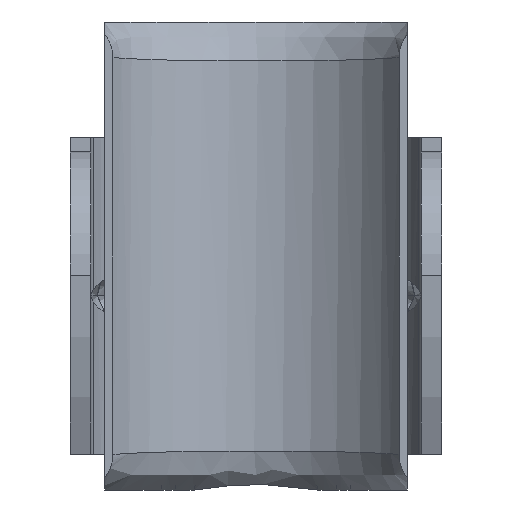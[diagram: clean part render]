
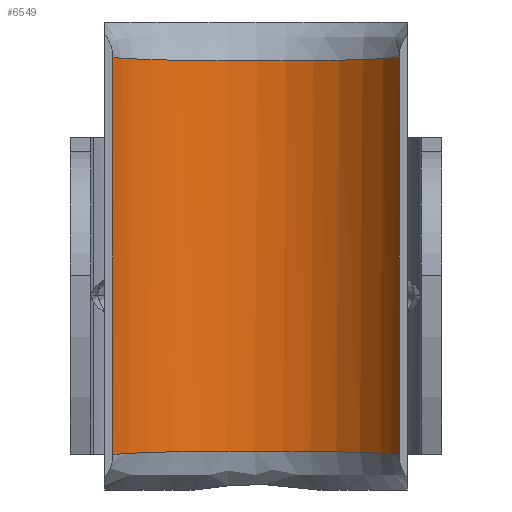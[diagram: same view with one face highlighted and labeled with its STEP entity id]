
A CAD part, front view. The second image highlights one B-rep face of the part: STEP entity #6549.
In plain terms, the highlighted cylindrical face has radius 12 mm (diameter 24 mm), a partial arc.
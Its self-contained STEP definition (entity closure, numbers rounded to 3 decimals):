
#37 = CARTESIAN_POINT ( 'NONE',  ( 1.051, 0.001, 14.172 ) ) ;
#68 = CARTESIAN_POINT ( 'NONE',  ( 6.447, -1.866, 14.236 ) ) ;
#88 = CARTESIAN_POINT ( 'NONE',  ( -9.864, -5.085, 14.37 ) ) ;
#125 = CARTESIAN_POINT ( 'NONE',  ( -10.392, -6., -14.417 ) ) ;
#225 = VERTEX_POINT ( 'NONE', #2474 ) ;
#346 = CARTESIAN_POINT ( 'NONE',  ( 9.834, -5.104, 14.373 ) ) ;
#387 = CARTESIAN_POINT ( 'NONE',  ( -8.126, -3.155, 14.286 ) ) ;
#404 = CARTESIAN_POINT ( 'NONE',  ( -10.392, -6., 14.417 ) ) ;
#477 = CARTESIAN_POINT ( 'NONE',  ( -8.854, -3.883, -14.317 ) ) ;
#479 = CARTESIAN_POINT ( 'NONE',  ( -7.73, -2.806, 14.272 ) ) ;
#552 = CARTESIAN_POINT ( 'NONE',  ( -6.459, -1.873, 14.236 ) ) ;
#606 = CARTESIAN_POINT ( 'NONE',  ( -5.556, -1.351, 14.217 ) ) ;
#614 = CARTESIAN_POINT ( 'NONE',  ( -5.089, -1.12, 14.209 ) ) ;
#697 = CARTESIAN_POINT ( 'NONE',  ( -4.12, -0.717, 14.195 ) ) ;
#782 = CARTESIAN_POINT ( 'NONE',  ( -6.894, -2.164, 14.247 ) ) ;
#800 = CARTESIAN_POINT ( 'NONE',  ( -9.23, -4.261, 14.333 ) ) ;
#933 = ORIENTED_EDGE ( 'NONE', *, *, #1864, .T. ) ;
#946 = B_SPLINE_CURVE_WITH_KNOTS ( 'NONE', 3,
 ( #6094, #6531, #6283, #6073, #477, #6021, #5969, #5930, #5799, #4979, #4814, #4385, #3987, #4537, #3921, #3755, #3592, #3615, #3640, #3605, #3458, #3488, #3402, #2774, #3305, #3244, #3293, #3280, #3258, #3034 ),
 .UNSPECIFIED., .F., .F.,
 ( 4, 2, 2, 2, 2, 2, 2, 2, 2, 2, 2, 2, 2, 2, 4 ),
 ( 0., 0.002, 0.003, 0.005, 0.006, 0.008, 0.01, 0.013, 0.016, 0.017, 0.019, 0.021, 0.021, 0.022, 0.025 ),
 .UNSPECIFIED. ) ;
#1051 = CARTESIAN_POINT ( 'NONE',  ( 8.109, -3.151, 14.286 ) ) ;
#1068 = EDGE_CURVE ( 'NONE', #225, #2708, #3778, .T. ) ;
#1306 = CARTESIAN_POINT ( 'NONE',  ( 10.128, -5.542, 14.394 ) ) ;
#1387 = CARTESIAN_POINT ( 'NONE',  ( -3.617, -0.546, 14.189 ) ) ;
#1435 = CARTESIAN_POINT ( 'NONE',  ( 4.106, -0.712, 14.195 ) ) ;
#1454 = CARTESIAN_POINT ( 'NONE',  ( 8.854, -3.883, 14.317 ) ) ;
#1526 = AXIS2_PLACEMENT_3D ( 'NONE', #6892, #3444, #6299 ) ;
#1630 = CARTESIAN_POINT ( 'NONE',  ( 10.392, -6., 14.417 ) ) ;
#1633 = EDGE_CURVE ( 'NONE', #2014, #3181, #6349, .T. ) ;
#1864 = EDGE_CURVE ( 'NONE', #225, #2014, #7274, .T. ) ;
#1914 = CARTESIAN_POINT ( 'NONE',  ( 5.544, -1.345, 14.217 ) ) ;
#1941 = CARTESIAN_POINT ( 'NONE',  ( 6.882, -2.156, 14.246 ) ) ;
#2004 = CARTESIAN_POINT ( 'NONE',  ( 3.603, -0.542, 14.189 ) ) ;
#2014 = VERTEX_POINT ( 'NONE', #4678 ) ;
#2319 = EDGE_CURVE ( 'NONE', #3181, #2708, #946, .T. ) ;
#2340 = VECTOR ( 'NONE', #3119, 1000. ) ;
#2355 = CARTESIAN_POINT ( 'NONE',  ( -1.065, -0.001, 14.172 ) ) ;
#2474 = CARTESIAN_POINT ( 'NONE',  ( 10.392, -6., 14.417 ) ) ;
#2508 = CARTESIAN_POINT ( 'NONE',  ( 7.51, -2.637, 14.265 ) ) ;
#2530 = ORIENTED_EDGE ( 'NONE', *, *, #1068, .F. ) ;
#2561 = CARTESIAN_POINT ( 'NONE',  ( 9.198, -4.275, 14.334 ) ) ;
#2708 = VERTEX_POINT ( 'NONE', #4790 ) ;
#2774 = CARTESIAN_POINT ( 'NONE',  ( 7.521, -2.645, -14.266 ) ) ;
#2882 = ORIENTED_EDGE ( 'NONE', *, *, #1633, .T. ) ;
#3034 = CARTESIAN_POINT ( 'NONE',  ( 10.392, -6., -14.417 ) ) ;
#3119 = DIRECTION ( 'NONE',  ( 0., 0., -1. ) ) ;
#3181 = VERTEX_POINT ( 'NONE', #125 ) ;
#3244 = CARTESIAN_POINT ( 'NONE',  ( 8.119, -3.16, -14.286 ) ) ;
#3258 = CARTESIAN_POINT ( 'NONE',  ( 9.864, -5.085, -14.37 ) ) ;
#3280 = CARTESIAN_POINT ( 'NONE',  ( 9.23, -4.26, -14.333 ) ) ;
#3293 = CARTESIAN_POINT ( 'NONE',  ( 8.31, -3.339, -14.294 ) ) ;
#3305 = CARTESIAN_POINT ( 'NONE',  ( 7.725, -2.814, -14.272 ) ) ;
#3402 = CARTESIAN_POINT ( 'NONE',  ( 6.894, -2.164, -14.247 ) ) ;
#3444 = DIRECTION ( 'NONE',  ( 0., 0., -1. ) ) ;
#3458 = CARTESIAN_POINT ( 'NONE',  ( 5.556, -1.351, -14.217 ) ) ;
#3488 = CARTESIAN_POINT ( 'NONE',  ( 6.459, -1.873, -14.236 ) ) ;
#3592 = CARTESIAN_POINT ( 'NONE',  ( 2.099, -0.139, -14.176 ) ) ;
#3602 = VECTOR ( 'NONE', #5652, 1000. ) ;
#3605 = CARTESIAN_POINT ( 'NONE',  ( 5.088, -1.12, -14.209 ) ) ;
#3607 = CARTESIAN_POINT ( 'NONE',  ( 8.3, -3.33, 14.293 ) ) ;
#3615 = CARTESIAN_POINT ( 'NONE',  ( 3.616, -0.546, -14.189 ) ) ;
#3640 = CARTESIAN_POINT ( 'NONE',  ( 4.119, -0.717, -14.195 ) ) ;
#3704 = CARTESIAN_POINT ( 'NONE',  ( -10.392, -6., 17. ) ) ;
#3755 = CARTESIAN_POINT ( 'NONE',  ( 1.065, -0.001, -14.172 ) ) ;
#3778 = LINE ( 'NONE', #7117, #2340 ) ;
#3921 = CARTESIAN_POINT ( 'NONE',  ( -1.05, 0.001, -14.172 ) ) ;
#3959 = CYLINDRICAL_SURFACE ( 'NONE', #1526, 12. ) ;
#3973 = FACE_OUTER_BOUND ( 'NONE', #6861, .T. ) ;
#3987 = CARTESIAN_POINT ( 'NONE',  ( -3.603, -0.542, -14.189 ) ) ;
#4385 = CARTESIAN_POINT ( 'NONE',  ( -4.107, -0.712, -14.195 ) ) ;
#4514 = CARTESIAN_POINT ( 'NONE',  ( 2.085, -0.136, 14.176 ) ) ;
#4537 = CARTESIAN_POINT ( 'NONE',  ( -2.085, -0.136, -14.176 ) ) ;
#4678 = CARTESIAN_POINT ( 'NONE',  ( -10.392, -6., 14.417 ) ) ;
#4790 = CARTESIAN_POINT ( 'NONE',  ( 10.392, -6., -14.417 ) ) ;
#4814 = CARTESIAN_POINT ( 'NONE',  ( -5.076, -1.114, -14.209 ) ) ;
#4979 = CARTESIAN_POINT ( 'NONE',  ( -5.544, -1.345, -14.217 ) ) ;
#5555 = ORIENTED_EDGE ( 'NONE', *, *, #2319, .T. ) ;
#5566 = CARTESIAN_POINT ( 'NONE',  ( 5.076, -1.114, 14.209 ) ) ;
#5652 = DIRECTION ( 'NONE',  ( 0., 0., -1. ) ) ;
#5669 = CARTESIAN_POINT ( 'NONE',  ( 7.715, -2.805, 14.272 ) ) ;
#5799 = CARTESIAN_POINT ( 'NONE',  ( -6.447, -1.866, -14.236 ) ) ;
#5829 = CARTESIAN_POINT ( 'NONE',  ( -2.099, -0.139, 14.176 ) ) ;
#5930 = CARTESIAN_POINT ( 'NONE',  ( -6.883, -2.156, -14.246 ) ) ;
#5969 = CARTESIAN_POINT ( 'NONE',  ( -7.719, -2.797, -14.272 ) ) ;
#6021 = CARTESIAN_POINT ( 'NONE',  ( -8.116, -3.145, -14.286 ) ) ;
#6073 = CARTESIAN_POINT ( 'NONE',  ( -9.198, -4.275, -14.334 ) ) ;
#6094 = CARTESIAN_POINT ( 'NONE',  ( -10.392, -6., -14.417 ) ) ;
#6283 = CARTESIAN_POINT ( 'NONE',  ( -9.834, -5.104, -14.373 ) ) ;
#6299 = DIRECTION ( 'NONE',  ( -1., 0., 0. ) ) ;
#6349 = LINE ( 'NONE', #3704, #3602 ) ;
#6531 = CARTESIAN_POINT ( 'NONE',  ( -10.128, -5.542, -14.394 ) ) ;
#6549 = ADVANCED_FACE ( 'NONE', ( #3973 ), #3959, .F. ) ;
#6861 = EDGE_LOOP ( 'NONE', ( #2882, #5555, #2530, #933 ) ) ;
#6892 = CARTESIAN_POINT ( 'NONE',  ( 0., -12., 17. ) ) ;
#7117 = CARTESIAN_POINT ( 'NONE',  ( 10.392, -6., 17. ) ) ;
#7274 = B_SPLINE_CURVE_WITH_KNOTS ( 'NONE', 3,
 ( #1630, #1306, #346, #2561, #1454, #3607, #1051, #5669, #2508, #1941, #68, #1914, #5566, #1435, #2004, #4514, #37, #2355, #5829, #1387, #697, #614, #606, #552, #782, #479, #387, #800, #88, #404 ),
 .UNSPECIFIED., .F., .F.,
 ( 4, 2, 2, 2, 2, 2, 2, 2, 2, 2, 2, 2, 2, 2, 4 ),
 ( 0., 0.002, 0.003, 0.004, 0.005, 0.006, 0.008, 0.01, 0.013, 0.016, 0.017, 0.019, 0.021, 0.022, 0.025 ),
 .UNSPECIFIED. ) ;
